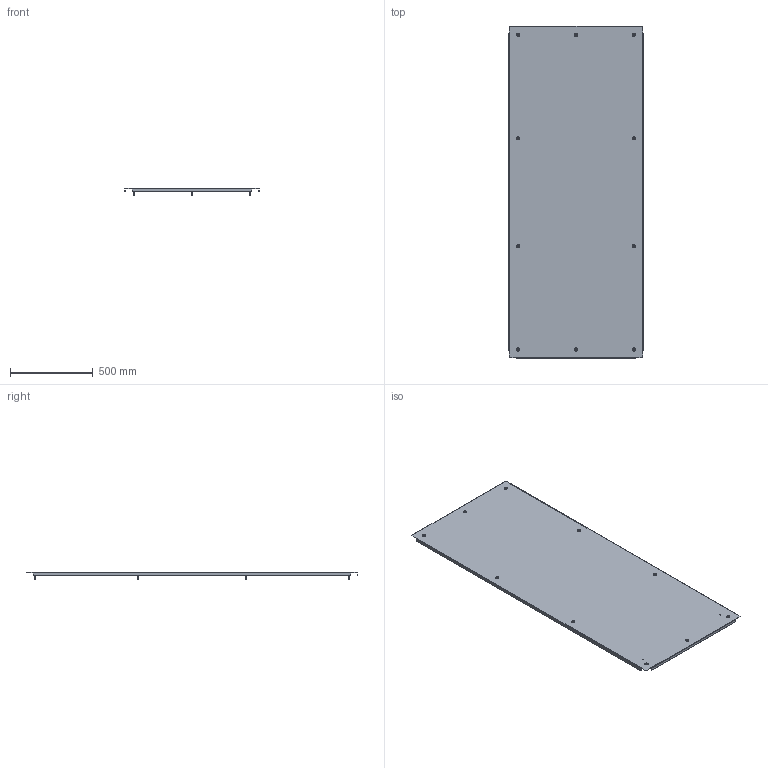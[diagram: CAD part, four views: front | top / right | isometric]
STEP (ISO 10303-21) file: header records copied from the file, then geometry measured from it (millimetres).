
FILE_DESCRIPTION (( 'STEP AP214' ), '1' );
FILE_NAME ('PR800 Ïàíåëü çàäíÿÿ_èçâ0130_10.20.step', '2020-11-05T18:43:12', ( '' ), ( '' ), 'SwSTEP 2.0', 'SolidWorks 2019', '' );
FILE_SCHEMA (( 'AUTOMOTIVE_DESIGN' ));
Length unit declared in the file: millimetre
Products named in the file (18): Âèíò Ì6 DIN 7985; AVT001.14.00.00 Ïàíåëü çàäíÿÿ_èçâ0130_10.20_00; AVT001.14.00.01 Ïàíåëü çàäíÿÿ_èçâ0130_10.20; Âèíò Ì6 DIN 7985_6å40; Øïèëüêà Ì6õ12; PR800 Ïàíåëü çàäíÿÿ_èçâ0130_10.20; Øïèëüêà Ì6õ12_00; AVT001.14.00.01 Ïàíåëü çàäíÿÿ_èçâ0130_10.20_00
Assembly tree (14 placements, depth 3):
  Âèíò Ì6 DIN 7985
  Âèíò Ì6 DIN 7985
  AVT001.14.00.01 Ïàíåëü çàäíÿÿ_èçâ0130_10.20
  Âèíò Ì6 DIN 7985
  Øïèëüêà Ì6õ12
Bounding box: 809 x 2003 x 44.59 mm (x, y, z)
Volume: 2565758.5 mm3; surface area: 3420711.3 mm2
Topology: 13 solids, 13 shells, 426 faces, 1010 edges, 646 vertices
Faces by surface type: plane 220, cylinder 82, torus 80, cone 24, sphere 20
Entity records: 6341 total; most frequent: DIRECTION 1226, CARTESIAN_POINT 982, ORIENTED_EDGE 932, AXIS2_PLACEMENT_3D 534, EDGE_CURVE 466, CIRCLE 308, VERTEX_POINT 290, EDGE_LOOP 252
